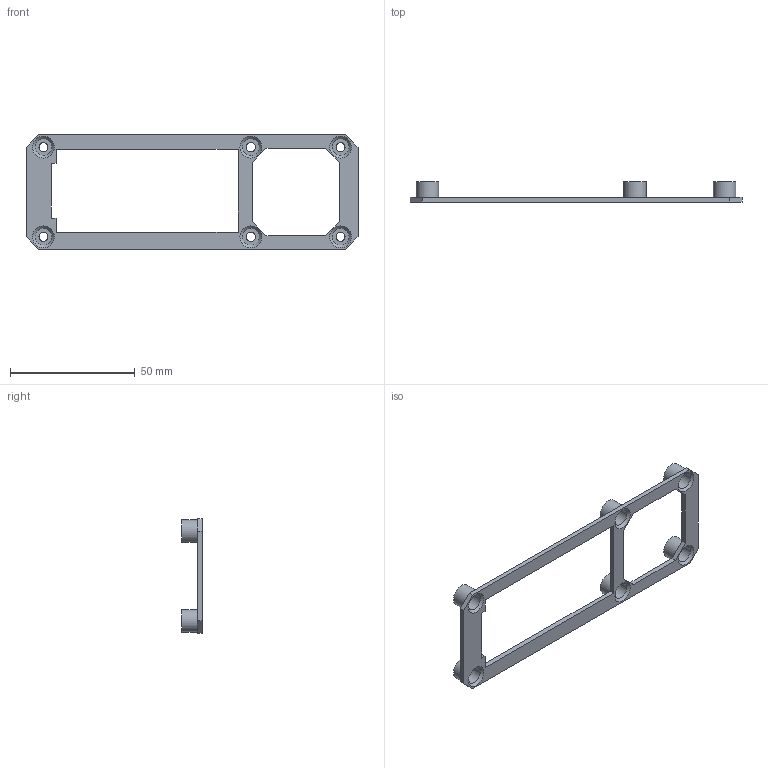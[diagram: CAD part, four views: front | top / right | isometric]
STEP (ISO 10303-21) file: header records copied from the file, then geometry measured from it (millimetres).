
FILE_DESCRIPTION( ( '' ), ' ' );
FILE_NAME( '5e45fdbac15f6115a7492025.step', '2020-02-14T01:54:02', ( '' ), ( '' ), ' ', ' ', ' ' );
FILE_SCHEMA( ( 'AUTOMOTIVE_DESIGN { 1 0 10303 214 1 1 1 1 }' ) );
Length unit declared in the file: metre
Products named in the file (1): Replicator2-Evo-lcd-pcb-hold
Bounding box: 133.2 x 8.3 x 46 mm (x, y, z)
Volume: 5725.3 mm3; surface area: 8058.4 mm2
Topology: 1 solids, 1 shells, 68 faces, 161 edges, 107 vertices
Faces by surface type: plane 38, cylinder 18, cone 12
Full cylindrical faces by diameter (mm): 3.6 x6, 6.8 x6, 9 x6
Entity records: 2308 total; most frequent: DIRECTION 306, CARTESIAN_POINT 285, ORIENTED_EDGE 240, EDGE_LOOP 126, EDGE_CURVE 120, AXIS2_PLACEMENT_3D 117, VERTEX_POINT 96, FACE_OUTER_BOUND 86
